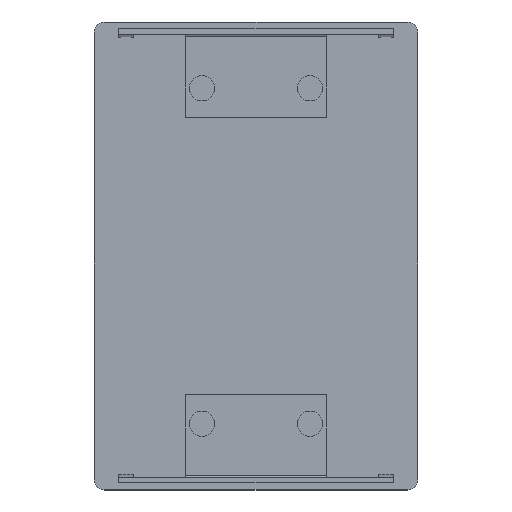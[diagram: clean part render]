
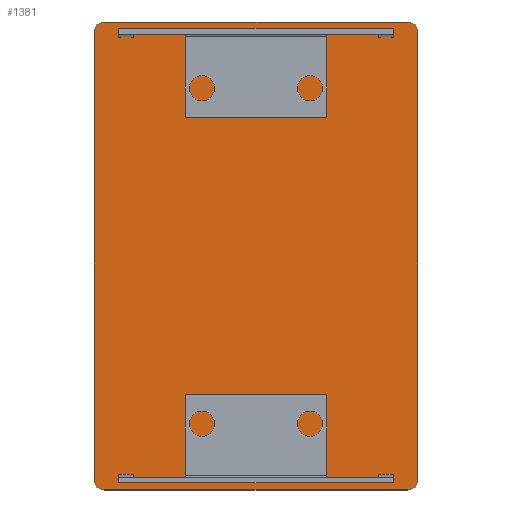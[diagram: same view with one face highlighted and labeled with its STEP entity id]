
A CAD part, top view. The second image highlights one B-rep face of the part: STEP entity #1381.
In plain terms, the highlighted face is planar.
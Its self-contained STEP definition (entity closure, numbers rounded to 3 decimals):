
#19 = EDGE_CURVE ( 'NONE', #1763, #63, #921, .T. ) ;
#21 = AXIS2_PLACEMENT_3D ( 'NONE', #1003, #1000, #970 ) ;
#49 = EDGE_CURVE ( 'NONE', #63, #1518, #904, .T. ) ;
#63 = VERTEX_POINT ( 'NONE', #868 ) ;
#87 = CARTESIAN_POINT ( 'NONE',  ( 45., 62., 0. ) ) ;
#102 = AXIS2_PLACEMENT_3D ( 'NONE', #226, #224, #220 ) ;
#171 = DIRECTION ( 'NONE',  ( 0., -1., 0. ) ) ;
#173 = CARTESIAN_POINT ( 'NONE',  ( -45., 62., 0. ) ) ;
#220 = DIRECTION ( 'NONE',  ( -1., 0., 0. ) ) ;
#224 = DIRECTION ( 'NONE',  ( 0., 0., 1. ) ) ;
#226 = CARTESIAN_POINT ( 'NONE',  ( -42., -62., 0. ) ) ;
#301 = LINE ( 'NONE', #173, #314 ) ;
#314 = VECTOR ( 'NONE', #171, 1000. ) ;
#328 = DIRECTION ( 'NONE',  ( 1., 0., 0. ) ) ;
#330 = CARTESIAN_POINT ( 'NONE',  ( 42., -65., 0. ) ) ;
#332 = CIRCLE ( 'NONE', #102, 3. ) ;
#348 = LINE ( 'NONE', #330, #353 ) ;
#353 = VECTOR ( 'NONE', #328, 1000. ) ;
#366 = FACE_OUTER_BOUND ( 'NONE', #1491, .T. ) ;
#372 = VERTEX_POINT ( 'NONE', #1998 ) ;
#374 = CARTESIAN_POINT ( 'NONE',  ( 45., 62., 0. ) ) ;
#423 = DIRECTION ( 'NONE',  ( -1., 0., 0. ) ) ;
#429 = PLANE ( 'NONE',  #853 ) ;
#432 = CARTESIAN_POINT ( 'NONE',  ( 42., 62., 0. ) ) ;
#440 = DIRECTION ( 'NONE',  ( 0., 0., -1. ) ) ;
#463 = CIRCLE ( 'NONE', #1544, 3. ) ;
#470 = VECTOR ( 'NONE', #694, 1000. ) ;
#485 = LINE ( 'NONE', #683, #470 ) ;
#650 = DIRECTION ( 'NONE',  ( -1., 0., 0. ) ) ;
#653 = DIRECTION ( 'NONE',  ( 0., 0., 1. ) ) ;
#660 = CARTESIAN_POINT ( 'NONE',  ( -42., 62., 0. ) ) ;
#683 = CARTESIAN_POINT ( 'NONE',  ( 42., 65., 0. ) ) ;
#694 = DIRECTION ( 'NONE',  ( -1., 0., 0. ) ) ;
#697 = CIRCLE ( 'NONE', #1288, 3. ) ;
#721 = CARTESIAN_POINT ( 'NONE',  ( -45., -62., 0. ) ) ;
#736 = EDGE_CURVE ( 'NONE', #1518, #372, #697, .T. ) ;
#790 = CARTESIAN_POINT ( 'NONE',  ( -42., -65., 0. ) ) ;
#853 = AXIS2_PLACEMENT_3D ( 'NONE', #432, #440, #423 ) ;
#868 = CARTESIAN_POINT ( 'NONE',  ( 45., -62., 0. ) ) ;
#898 = VECTOR ( 'NONE', #936, 1000. ) ;
#904 = LINE ( 'NONE', #374, #898 ) ;
#921 = CIRCLE ( 'NONE', #21, 3. ) ;
#936 = DIRECTION ( 'NONE',  ( 0., 1., 0. ) ) ;
#970 = DIRECTION ( 'NONE',  ( -1., 0., 0. ) ) ;
#1000 = DIRECTION ( 'NONE',  ( 0., 0., 1. ) ) ;
#1003 = CARTESIAN_POINT ( 'NONE',  ( 42., -62., 0. ) ) ;
#1151 = VERTEX_POINT ( 'NONE', #790 ) ;
#1197 = VERTEX_POINT ( 'NONE', #721 ) ;
#1231 = ORIENTED_EDGE ( 'NONE', *, *, #736, .F. ) ;
#1235 = ORIENTED_EDGE ( 'NONE', *, *, #49, .F. ) ;
#1237 = ORIENTED_EDGE ( 'NONE', *, *, #19, .F. ) ;
#1239 = ORIENTED_EDGE ( 'NONE', *, *, #1418, .F. ) ;
#1240 = ORIENTED_EDGE ( 'NONE', *, *, #1451, .F. ) ;
#1244 = ORIENTED_EDGE ( 'NONE', *, *, #1469, .F. ) ;
#1247 = ORIENTED_EDGE ( 'NONE', *, *, #1260, .F. ) ;
#1250 = ORIENTED_EDGE ( 'NONE', *, *, #1254, .F. ) ;
#1254 = EDGE_CURVE ( 'NONE', #372, #1621, #485, .T. ) ;
#1260 = EDGE_CURVE ( 'NONE', #1621, #1956, #463, .T. ) ;
#1288 = AXIS2_PLACEMENT_3D ( 'NONE', #1572, #1546, #1537 ) ;
#1381 = ADVANCED_FACE ( 'NONE', ( #366 ), #429, .T. ) ;
#1418 = EDGE_CURVE ( 'NONE', #1151, #1763, #348, .T. ) ;
#1451 = EDGE_CURVE ( 'NONE', #1197, #1151, #332, .T. ) ;
#1469 = EDGE_CURVE ( 'NONE', #1956, #1197, #301, .T. ) ;
#1491 = EDGE_LOOP ( 'NONE', ( #1231, #1235, #1237, #1239, #1240, #1244, #1247, #1250 ) ) ;
#1518 = VERTEX_POINT ( 'NONE', #87 ) ;
#1537 = DIRECTION ( 'NONE',  ( -1., 0., 0. ) ) ;
#1544 = AXIS2_PLACEMENT_3D ( 'NONE', #660, #653, #650 ) ;
#1546 = DIRECTION ( 'NONE',  ( 0., 0., 1. ) ) ;
#1572 = CARTESIAN_POINT ( 'NONE',  ( 42., 62., 0. ) ) ;
#1621 = VERTEX_POINT ( 'NONE', #1785 ) ;
#1682 = CARTESIAN_POINT ( 'NONE',  ( 42., -65., 0. ) ) ;
#1763 = VERTEX_POINT ( 'NONE', #1682 ) ;
#1785 = CARTESIAN_POINT ( 'NONE',  ( -42., 65., 0. ) ) ;
#1956 = VERTEX_POINT ( 'NONE', #1986 ) ;
#1986 = CARTESIAN_POINT ( 'NONE',  ( -45., 62., 0. ) ) ;
#1998 = CARTESIAN_POINT ( 'NONE',  ( 42., 65., 0. ) ) ;
